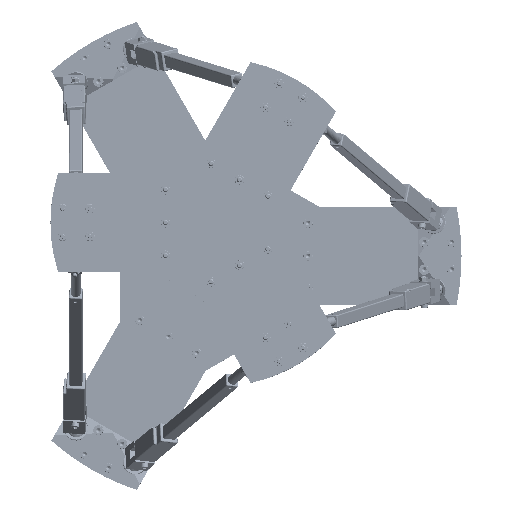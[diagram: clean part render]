
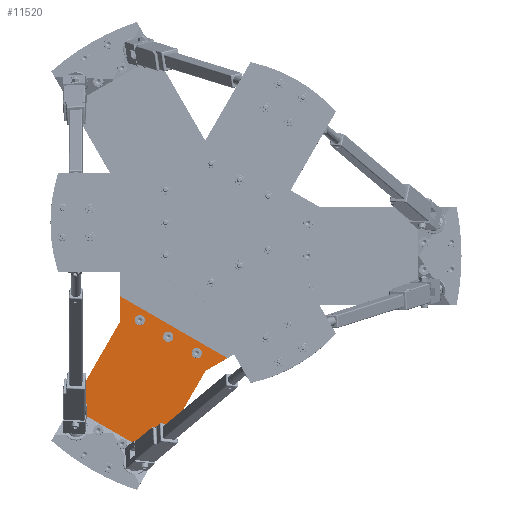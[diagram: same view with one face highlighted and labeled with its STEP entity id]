
A CAD part, top view. The second image highlights one B-rep face of the part: STEP entity #11520.
In plain terms, the highlighted face is planar.
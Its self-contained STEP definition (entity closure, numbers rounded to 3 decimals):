
#7097=CARTESIAN_POINT('Axis2P3D Location',(0.,0.,-10.)) ;
#9867=CARTESIAN_POINT('Vertex',(-213.419,-71.256,-10.)) ;
#9870=CARTESIAN_POINT('Axis2P3D Location',(0.,0.,-10.)) ;
#9874=CARTESIAN_POINT('Vertex',(-168.419,-149.198,-10.)) ;
#9901=CARTESIAN_POINT('Line Origine',(-114.096,-117.835,-10.)) ;
#9905=CARTESIAN_POINT('Vertex',(-59.772,-86.471,-10.)) ;
#10083=CARTESIAN_POINT('Vertex',(-104.772,-8.529,-10.)) ;
#10086=CARTESIAN_POINT('Line Origine',(-159.096,-39.892,-10.)) ;
#10841=CARTESIAN_POINT('Line Origine',(-48.225,-86.471,-10.)) ;
#10845=CARTESIAN_POINT('Vertex',(-36.678,-86.471,-10.)) ;
#10999=CARTESIAN_POINT('Vertex',(-170.286,-87.056,-10.)) ;
#11002=CARTESIAN_POINT('Axis2P3D Location',(-171.661,-84.675,-10.)) ;
#11006=CARTESIAN_POINT('Vertex',(-173.036,-82.293,-10.)) ;
#11021=CARTESIAN_POINT('Axis2P3D Location',(-171.661,-84.675,-10.)) ;
#11042=CARTESIAN_POINT('Vertex',(-160.536,-103.944,-10.)) ;
#11045=CARTESIAN_POINT('Axis2P3D Location',(-159.161,-106.325,-10.)) ;
#11049=CARTESIAN_POINT('Vertex',(-157.786,-108.707,-10.)) ;
#11064=CARTESIAN_POINT('Axis2P3D Location',(-159.161,-106.325,-10.)) ;
#11085=CARTESIAN_POINT('Vertex',(-194.686,-94.793,-10.)) ;
#11088=CARTESIAN_POINT('Axis2P3D Location',(-193.311,-97.175,-10.)) ;
#11092=CARTESIAN_POINT('Vertex',(-191.936,-99.556,-10.)) ;
#11107=CARTESIAN_POINT('Axis2P3D Location',(-193.311,-97.175,-10.)) ;
#11128=CARTESIAN_POINT('Vertex',(-182.186,-116.444,-10.)) ;
#11131=CARTESIAN_POINT('Axis2P3D Location',(-180.811,-118.825,-10.)) ;
#11135=CARTESIAN_POINT('Vertex',(-179.436,-121.207,-10.)) ;
#11150=CARTESIAN_POINT('Axis2P3D Location',(-180.811,-118.825,-10.)) ;
#11166=CARTESIAN_POINT('Vertex',(-64.952,-37.5,-10.)) ;
#11171=CARTESIAN_POINT('Line Origine',(-79.089,-13.014,-10.)) ;
#11175=CARTESIAN_POINT('Vertex',(-93.225,11.471,-10.)) ;
#11197=CARTESIAN_POINT('Line Origine',(-50.815,-61.986,-10.)) ;
#11214=CARTESIAN_POINT('Line Origine',(-98.999,1.471,-10.)) ;
#11466=CARTESIAN_POINT('Axis2P3D Location',(-58.612,-68.481,-10.)) ;
#11470=CARTESIAN_POINT('Vertex',(-56.237,-72.594,-10.)) ;
#11472=CARTESIAN_POINT('Vertex',(-60.987,-64.367,-10.)) ;
#11475=CARTESIAN_POINT('Axis2P3D Location',(-58.612,-68.481,-10.)) ;
#11484=CARTESIAN_POINT('Axis2P3D Location',(-88.612,-16.519,-10.)) ;
#11488=CARTESIAN_POINT('Vertex',(-90.987,-12.406,-10.)) ;
#11490=CARTESIAN_POINT('Vertex',(-86.237,-20.633,-10.)) ;
#11493=CARTESIAN_POINT('Axis2P3D Location',(-88.612,-16.519,-10.)) ;
#11502=CARTESIAN_POINT('Axis2P3D Location',(-73.612,-42.5,-10.)) ;
#11506=CARTESIAN_POINT('Vertex',(-71.237,-46.614,-10.)) ;
#11508=CARTESIAN_POINT('Vertex',(-75.987,-38.386,-10.)) ;
#11511=CARTESIAN_POINT('Axis2P3D Location',(-73.612,-42.5,-10.)) ;
#7098=DIRECTION('Axis2P3D Direction',(0.,0.,1.)) ;
#7099=DIRECTION('Axis2P3D XDirection',(1.,0.,0.)) ;
#9871=DIRECTION('Axis2P3D Direction',(0.,0.,1.)) ;
#9902=DIRECTION('Vector Direction',(-0.866,-0.5,0.)) ;
#10087=DIRECTION('Vector Direction',(0.866,0.5,0.)) ;
#10842=DIRECTION('Vector Direction',(-1.,0.,0.)) ;
#11003=DIRECTION('Axis2P3D Direction',(0.,0.,1.)) ;
#11022=DIRECTION('Axis2P3D Direction',(0.,0.,1.)) ;
#11046=DIRECTION('Axis2P3D Direction',(0.,0.,1.)) ;
#11065=DIRECTION('Axis2P3D Direction',(0.,0.,1.)) ;
#11089=DIRECTION('Axis2P3D Direction',(0.,0.,1.)) ;
#11108=DIRECTION('Axis2P3D Direction',(0.,0.,1.)) ;
#11132=DIRECTION('Axis2P3D Direction',(0.,0.,1.)) ;
#11151=DIRECTION('Axis2P3D Direction',(0.,0.,1.)) ;
#11172=DIRECTION('Vector Direction',(-0.5,0.866,0.)) ;
#11198=DIRECTION('Vector Direction',(0.5,-0.866,0.)) ;
#11215=DIRECTION('Vector Direction',(-0.5,-0.866,0.)) ;
#11467=DIRECTION('Axis2P3D Direction',(0.,0.,1.)) ;
#11476=DIRECTION('Axis2P3D Direction',(0.,0.,1.)) ;
#11485=DIRECTION('Axis2P3D Direction',(0.,0.,1.)) ;
#11494=DIRECTION('Axis2P3D Direction',(0.,0.,1.)) ;
#11503=DIRECTION('Axis2P3D Direction',(0.,0.,1.)) ;
#11512=DIRECTION('Axis2P3D Direction',(0.,0.,1.)) ;
#7100=AXIS2_PLACEMENT_3D('Plane Axis2P3D',#7097,#7098,#7099) ;
#9872=AXIS2_PLACEMENT_3D('Circle Axis2P3D',#9870,#9871,$) ;
#11004=AXIS2_PLACEMENT_3D('Circle Axis2P3D',#11002,#11003,$) ;
#11023=AXIS2_PLACEMENT_3D('Circle Axis2P3D',#11021,#11022,$) ;
#11047=AXIS2_PLACEMENT_3D('Circle Axis2P3D',#11045,#11046,$) ;
#11066=AXIS2_PLACEMENT_3D('Circle Axis2P3D',#11064,#11065,$) ;
#11090=AXIS2_PLACEMENT_3D('Circle Axis2P3D',#11088,#11089,$) ;
#11109=AXIS2_PLACEMENT_3D('Circle Axis2P3D',#11107,#11108,$) ;
#11133=AXIS2_PLACEMENT_3D('Circle Axis2P3D',#11131,#11132,$) ;
#11152=AXIS2_PLACEMENT_3D('Circle Axis2P3D',#11150,#11151,$) ;
#11468=AXIS2_PLACEMENT_3D('Circle Axis2P3D',#11466,#11467,$) ;
#11477=AXIS2_PLACEMENT_3D('Circle Axis2P3D',#11475,#11476,$) ;
#11486=AXIS2_PLACEMENT_3D('Circle Axis2P3D',#11484,#11485,$) ;
#11495=AXIS2_PLACEMENT_3D('Circle Axis2P3D',#11493,#11494,$) ;
#11504=AXIS2_PLACEMENT_3D('Circle Axis2P3D',#11502,#11503,$) ;
#11513=AXIS2_PLACEMENT_3D('Circle Axis2P3D',#11511,#11512,$) ;
#11442=ORIENTED_EDGE('',*,*,#10090,.F.) ;
#11443=ORIENTED_EDGE('',*,*,#11218,.F.) ;
#11444=ORIENTED_EDGE('',*,*,#11177,.F.) ;
#11445=ORIENTED_EDGE('',*,*,#11201,.F.) ;
#11446=ORIENTED_EDGE('',*,*,#10847,.F.) ;
#11447=ORIENTED_EDGE('',*,*,#9907,.F.) ;
#11448=ORIENTED_EDGE('',*,*,#9876,.F.) ;
#11451=ORIENTED_EDGE('',*,*,#11025,.T.) ;
#11452=ORIENTED_EDGE('',*,*,#11008,.T.) ;
#11455=ORIENTED_EDGE('',*,*,#11068,.T.) ;
#11456=ORIENTED_EDGE('',*,*,#11051,.T.) ;
#11459=ORIENTED_EDGE('',*,*,#11111,.T.) ;
#11460=ORIENTED_EDGE('',*,*,#11094,.T.) ;
#11463=ORIENTED_EDGE('',*,*,#11154,.T.) ;
#11464=ORIENTED_EDGE('',*,*,#11137,.T.) ;
#11481=ORIENTED_EDGE('',*,*,#11474,.F.) ;
#11482=ORIENTED_EDGE('',*,*,#11479,.F.) ;
#11499=ORIENTED_EDGE('',*,*,#11492,.F.) ;
#11500=ORIENTED_EDGE('',*,*,#11497,.F.) ;
#11517=ORIENTED_EDGE('',*,*,#11510,.F.) ;
#11518=ORIENTED_EDGE('',*,*,#11515,.F.) ;
#11453=FACE_BOUND('',#11450,.T.) ;
#11457=FACE_BOUND('',#11454,.T.) ;
#11461=FACE_BOUND('',#11458,.T.) ;
#11465=FACE_BOUND('',#11462,.T.) ;
#11483=FACE_BOUND('',#11480,.T.) ;
#11501=FACE_BOUND('',#11498,.T.) ;
#11519=FACE_BOUND('',#11516,.T.) ;
#9903=VECTOR('Line Direction',#9902,1.) ;
#10088=VECTOR('Line Direction',#10087,1.) ;
#10843=VECTOR('Line Direction',#10842,1.) ;
#11173=VECTOR('Line Direction',#11172,1.) ;
#11199=VECTOR('Line Direction',#11198,1.) ;
#11216=VECTOR('Line Direction',#11215,1.) ;
#11520=ADVANCED_FACE('Corps de pi\X2\00E8\X0\ce.3',(#11449,#11453,#11457,#11461,#11465,#11483,#11501,#11519),#7101,.F.) ;
#9873=CIRCLE('generated circle',#9872,225.) ;
#11005=CIRCLE('generated circle',#11004,2.75) ;
#11024=CIRCLE('generated circle',#11023,2.75) ;
#11048=CIRCLE('generated circle',#11047,2.75) ;
#11067=CIRCLE('generated circle',#11066,2.75) ;
#11091=CIRCLE('generated circle',#11090,2.75) ;
#11110=CIRCLE('generated circle',#11109,2.75) ;
#11134=CIRCLE('generated circle',#11133,2.75) ;
#11153=CIRCLE('generated circle',#11152,2.75) ;
#11469=CIRCLE('generated circle',#11468,4.75) ;
#11478=CIRCLE('generated circle',#11477,4.75) ;
#11487=CIRCLE('generated circle',#11486,4.75) ;
#11496=CIRCLE('generated circle',#11495,4.75) ;
#11505=CIRCLE('generated circle',#11504,4.75) ;
#11514=CIRCLE('generated circle',#11513,4.75) ;
#9876=EDGE_CURVE('',#9868,#9875,#9873,.T.) ;
#9907=EDGE_CURVE('',#9875,#9906,#9904,.F.) ;
#10090=EDGE_CURVE('',#10084,#9868,#10089,.F.) ;
#10847=EDGE_CURVE('',#9906,#10846,#10844,.F.) ;
#11008=EDGE_CURVE('',#11007,#11000,#11005,.T.) ;
#11025=EDGE_CURVE('',#11000,#11007,#11024,.T.) ;
#11051=EDGE_CURVE('',#11050,#11043,#11048,.T.) ;
#11068=EDGE_CURVE('',#11043,#11050,#11067,.T.) ;
#11094=EDGE_CURVE('',#11093,#11086,#11091,.T.) ;
#11111=EDGE_CURVE('',#11086,#11093,#11110,.T.) ;
#11137=EDGE_CURVE('',#11136,#11129,#11134,.T.) ;
#11154=EDGE_CURVE('',#11129,#11136,#11153,.T.) ;
#11177=EDGE_CURVE('',#11167,#11176,#11174,.T.) ;
#11201=EDGE_CURVE('',#10846,#11167,#11200,.F.) ;
#11218=EDGE_CURVE('',#11176,#10084,#11217,.T.) ;
#11474=EDGE_CURVE('',#11471,#11473,#11469,.F.) ;
#11479=EDGE_CURVE('',#11473,#11471,#11478,.F.) ;
#11492=EDGE_CURVE('',#11489,#11491,#11487,.F.) ;
#11497=EDGE_CURVE('',#11491,#11489,#11496,.F.) ;
#11510=EDGE_CURVE('',#11507,#11509,#11505,.F.) ;
#11515=EDGE_CURVE('',#11509,#11507,#11514,.F.) ;
#11441=EDGE_LOOP('',(#11442,#11443,#11444,#11445,#11446,#11447,#11448)) ;
#11450=EDGE_LOOP('',(#11451,#11452)) ;
#11454=EDGE_LOOP('',(#11455,#11456)) ;
#11458=EDGE_LOOP('',(#11459,#11460)) ;
#11462=EDGE_LOOP('',(#11463,#11464)) ;
#11480=EDGE_LOOP('',(#11481,#11482)) ;
#11498=EDGE_LOOP('',(#11499,#11500)) ;
#11516=EDGE_LOOP('',(#11517,#11518)) ;
#11449=FACE_OUTER_BOUND('',#11441,.T.) ;
#9904=LINE('Line',#9901,#9903) ;
#10089=LINE('Line',#10086,#10088) ;
#10844=LINE('Line',#10841,#10843) ;
#11174=LINE('Line',#11171,#11173) ;
#11200=LINE('Line',#11197,#11199) ;
#11217=LINE('Line',#11214,#11216) ;
#7101=PLANE('Plane',#7100) ;
#9868=VERTEX_POINT('',#9867) ;
#9875=VERTEX_POINT('',#9874) ;
#9906=VERTEX_POINT('',#9905) ;
#10084=VERTEX_POINT('',#10083) ;
#10846=VERTEX_POINT('',#10845) ;
#11000=VERTEX_POINT('',#10999) ;
#11007=VERTEX_POINT('',#11006) ;
#11043=VERTEX_POINT('',#11042) ;
#11050=VERTEX_POINT('',#11049) ;
#11086=VERTEX_POINT('',#11085) ;
#11093=VERTEX_POINT('',#11092) ;
#11129=VERTEX_POINT('',#11128) ;
#11136=VERTEX_POINT('',#11135) ;
#11167=VERTEX_POINT('',#11166) ;
#11176=VERTEX_POINT('',#11175) ;
#11471=VERTEX_POINT('',#11470) ;
#11473=VERTEX_POINT('',#11472) ;
#11489=VERTEX_POINT('',#11488) ;
#11491=VERTEX_POINT('',#11490) ;
#11507=VERTEX_POINT('',#11506) ;
#11509=VERTEX_POINT('',#11508) ;
